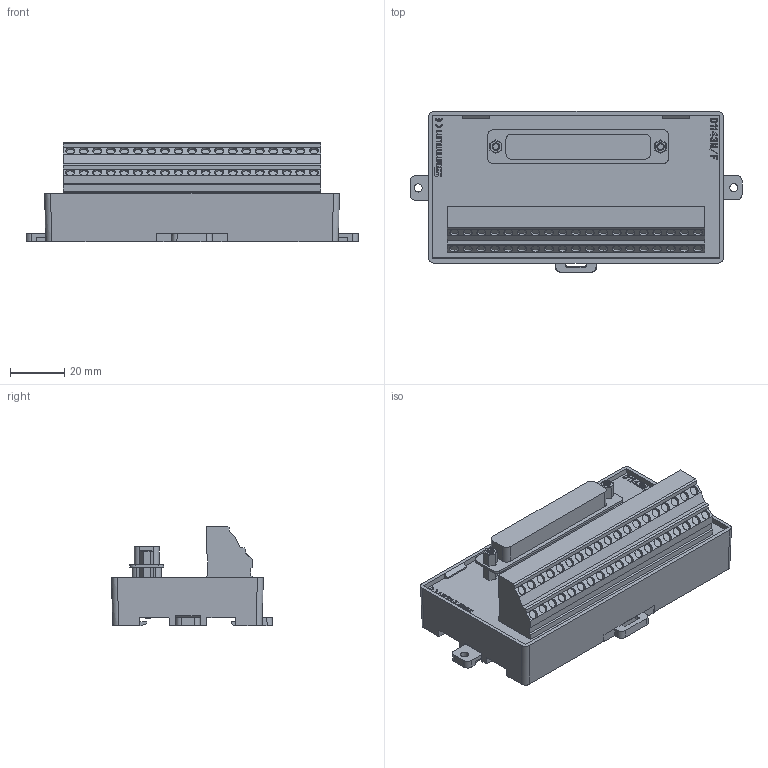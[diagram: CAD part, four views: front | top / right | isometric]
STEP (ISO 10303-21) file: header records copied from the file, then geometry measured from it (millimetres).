
FILE_DESCRIPTION(/* description */ (''),/* implementation_level */ '2;1');
FILE_NAME(/* name */ 'D1143M_F-E.stp',/* time_stamp */ '2024-08-08T17:12:38+08:00',/* author */ (''),/* organization */ (''),/* preprocessor_version */ 'ST-DEVELOPER v14',/* originating_system */ 'SIEMENS PLM Software NX 8.0',/* authorisation */ '');
FILE_SCHEMA (('AUTOMOTIVE_DESIGN { 1 0 10303 214 3 1 1 1 }'));
Length unit declared in the file: millimetre
Products named in the file (1): D1143M_F-E 3D_stp
Bounding box: 122.6 x 59.51 x 36.91 mm (x, y, z)
Volume: 123084.5 mm3; surface area: 29394.7 mm2
Topology: 3 solids, 3 shells, 602 faces, 1556 edges, 1035 vertices
Faces by surface type: plane 481, cylinder 97, extrusion 10, bspline 8, cone 6
Full cylindrical faces by diameter (mm): 3 x2, 3.3 x38
Entity records: 24259 total; most frequent: CARTESIAN_POINT 8471, ORIENTED_EDGE 2986, DIRECTION 2833, EDGE_CURVE 1493, VECTOR 1247, LINE 1237, VERTEX_POINT 1014, AXIS2_PLACEMENT_3D 793
